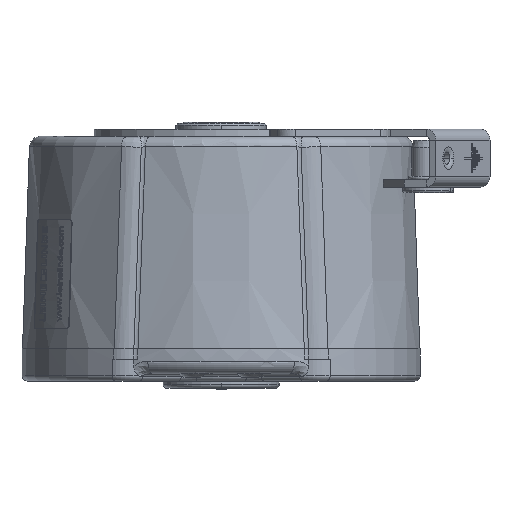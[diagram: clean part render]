
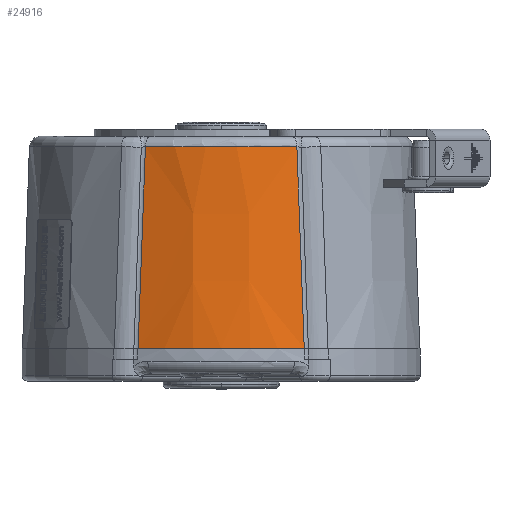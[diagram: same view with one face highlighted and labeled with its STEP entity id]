
A CAD part, front view. The second image highlights one B-rep face of the part: STEP entity #24916.
In plain terms, the highlighted conical face has half-angle 2 degrees and reference radius 51.889 mm.
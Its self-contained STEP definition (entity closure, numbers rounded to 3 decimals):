
#4311=CARTESIAN_POINT('',(0.,0.,-47.2));
#4312=DIRECTION('',(0.,0.,1.));
#4313=DIRECTION('',(-0.434,-0.901,0.));
#4314=AXIS2_PLACEMENT_3D('',#4311,#4312,#4313);
#4316=CARTESIAN_POINT('',(-22.935,-47.626,-47.2));
#4317=CARTESIAN_POINT('',(-22.701,-47.49,
-40.782));
#4318=CARTESIAN_POINT('',(-22.238,-47.22,
-28.106));
#4319=CARTESIAN_POINT('',(-21.557,-46.822,
-9.542));
#4320=CARTESIAN_POINT('',(-21.113,-46.563,
2.479));
#4321=CARTESIAN_POINT('',(-20.894,-46.434,
8.405));
#4323=CARTESIAN_POINT('',(0.,0.,8.405));
#4324=DIRECTION('',(0.,0.,1.));
#4325=DIRECTION('',(-0.41,-0.912,0.));
#4326=AXIS2_PLACEMENT_3D('',#4323,#4324,#4325);
#4328=CARTESIAN_POINT('',(20.894,-46.434,8.405));
#4329=CARTESIAN_POINT('',(21.113,-46.562,2.485));
#4330=CARTESIAN_POINT('',(21.557,-46.821,
-9.526));
#4331=CARTESIAN_POINT('',(22.239,-47.22,
-28.108));
#4332=CARTESIAN_POINT('',(22.701,-47.49,
-40.783));
#4333=CARTESIAN_POINT('',(22.935,-47.626,-47.2));
#4355=CARTESIAN_POINT('',(-20.894,-46.434,
8.405));
#16402=VERTEX_POINT('',#4355);
#16403=CARTESIAN_POINT('',(20.894,-46.434,
8.405));
#16404=VERTEX_POINT('',#16403);
#17036=CARTESIAN_POINT('',(-22.935,-47.626,-47.2));
#17037=CARTESIAN_POINT('',(22.935,-47.626,-47.2));
#17038=VERTEX_POINT('',#17036);
#17039=VERTEX_POINT('',#17037);
#24903=CARTESIAN_POINT('',(0.,0.,-19.398));
#24904=DIRECTION('',(0.,0.,-1.));
#24905=DIRECTION('',(-1.,0.,0.));
#24906=AXIS2_PLACEMENT_3D('',#24903,#24904,#24905);
#24907=CONICAL_SURFACE('',#24906,51.889,2.);
#24908=ORIENTED_EDGE('',*,*,#20352,.F.);
#24910=ORIENTED_EDGE('',*,*,#24909,.T.);
#24912=ORIENTED_EDGE('',*,*,#24911,.T.);
#24913=ORIENTED_EDGE('',*,*,#24895,.T.);
#24914=EDGE_LOOP('',(#24908,#24910,#24912,#24913));
#24915=FACE_OUTER_BOUND('',#24914,.F.);
#4315=CIRCLE('',#4314,52.86);
#4322=B_SPLINE_CURVE_WITH_KNOTS('',3,(#4316,#4317,#4318,#4319,#4320,#4321),
.UNSPECIFIED.,.F.,.F.,(4,1,1,4),(0.,0.333,0.667,1.),
.UNSPECIFIED.);
#4327=CIRCLE('',#4326,50.919);
#4334=B_SPLINE_CURVE_WITH_KNOTS('',3,(#4328,#4329,#4330,#4331,#4332,#4333),
.UNSPECIFIED.,.F.,.F.,(4,1,1,4),(0.,0.333,0.667,1.),
.UNSPECIFIED.);
#20352=EDGE_CURVE('',#17038,#17039,#4315,.T.);
#24895=EDGE_CURVE('',#16404,#17039,#4334,.T.);
#24909=EDGE_CURVE('',#17038,#16402,#4322,.T.);
#24911=EDGE_CURVE('',#16402,#16404,#4327,.T.);
#24916=ADVANCED_FACE('',(#24915),#24907,.T.);
